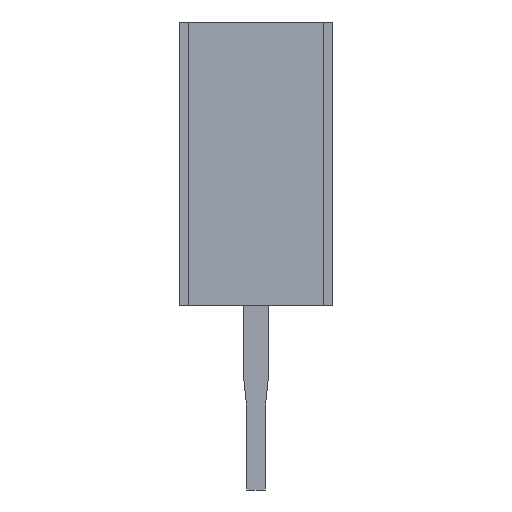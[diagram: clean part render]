
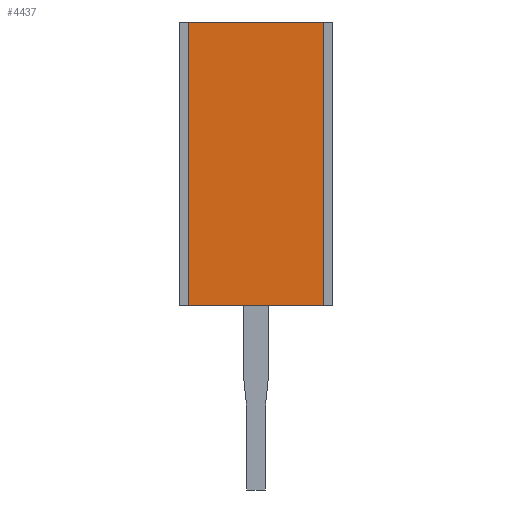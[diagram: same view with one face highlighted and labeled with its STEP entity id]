
A CAD part, left-side view. The second image highlights one B-rep face of the part: STEP entity #4437.
In plain terms, the highlighted planar face has unit normal (-1, 0, 0).
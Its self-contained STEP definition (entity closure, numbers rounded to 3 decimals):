
#3721=CARTESIAN_POINT('',(2.54,-1.1,-2.3));
#3722=VERTEX_POINT('',#3721);
#3729=CARTESIAN_POINT('',(2.54,1.1,-2.3));
#3730=VERTEX_POINT('',#3729);
#3731=CARTESIAN_POINT('',(2.54,-1.1,-2.3));
#3732=DIRECTION('',(0.,1.,0.));
#3733=VECTOR('',#3732,2.2);
#3734=LINE('',#3731,#3733);
#3735=EDGE_CURVE('',#3722,#3730,#3734,.T.);
#4160=CARTESIAN_POINT('',(2.54,1.1,2.3));
#4161=VERTEX_POINT('',#4160);
#4168=CARTESIAN_POINT('',(2.54,-1.1,2.3));
#4169=VERTEX_POINT('',#4168);
#4170=CARTESIAN_POINT('',(2.54,1.1,2.3));
#4171=DIRECTION('',(0.,-1.,0.));
#4172=VECTOR('',#4171,2.2);
#4173=LINE('',#4170,#4172);
#4174=EDGE_CURVE('',#4161,#4169,#4173,.T.);
#4399=CARTESIAN_POINT('',(2.54,-1.1,2.3));
#4400=DIRECTION('',(0.,0.,-1.));
#4401=VECTOR('',#4400,4.6);
#4402=LINE('',#4399,#4401);
#4403=EDGE_CURVE('',#4169,#3722,#4402,.T.);
#4416=CARTESIAN_POINT('',(2.54,1.1,-2.3));
#4417=DIRECTION('',(0.,0.,1.));
#4418=VECTOR('',#4417,4.6);
#4419=LINE('',#4416,#4418);
#4420=EDGE_CURVE('',#3730,#4161,#4419,.T.);
#4426=CARTESIAN_POINT('',(2.54,0.,-0.048));
#4427=DIRECTION('',(0.,-1.,0.));
#4428=DIRECTION('',(-1.,0.,0.));
#4429=AXIS2_PLACEMENT_3D('',#4426,#4428,#4427);
#4430=PLANE('',#4429);
#4431=ORIENTED_EDGE('',*,*,#3735,.F.);
#4432=ORIENTED_EDGE('',*,*,#4403,.F.);
#4433=ORIENTED_EDGE('',*,*,#4174,.F.);
#4434=ORIENTED_EDGE('',*,*,#4420,.F.);
#4435=EDGE_LOOP('',(#4431,#4432,#4433,#4434));
#4436=FACE_OUTER_BOUND('',#4435,.T.);
#4437=ADVANCED_FACE('',(#4436),#4430,.T.);
